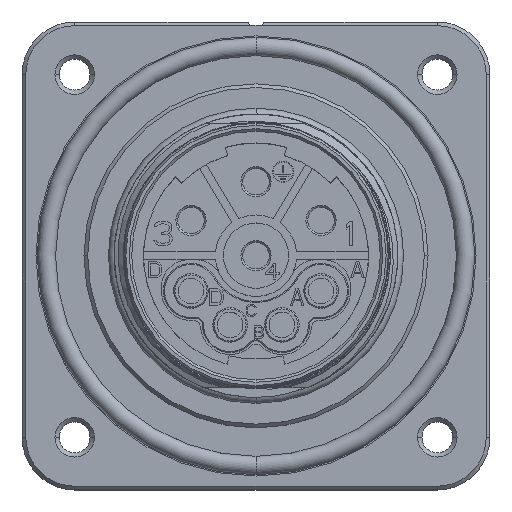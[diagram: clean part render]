
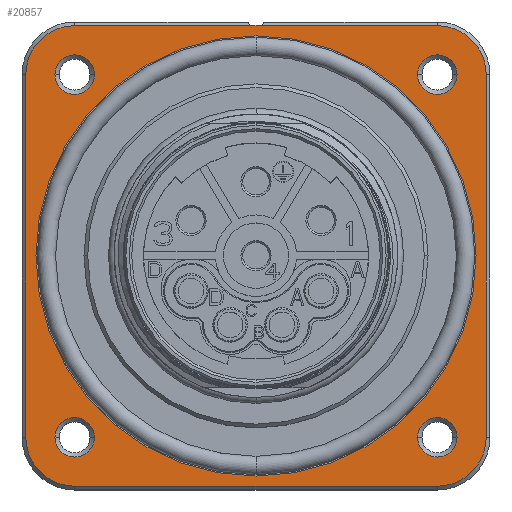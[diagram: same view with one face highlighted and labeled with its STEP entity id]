
A CAD part, top view. The second image highlights one B-rep face of the part: STEP entity #20857.
In plain terms, the highlighted planar face has unit normal (0, 0, 1).
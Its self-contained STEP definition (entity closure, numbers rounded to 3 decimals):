
#7459=CARTESIAN_POINT('',(0.,0.,-5.8));
#7460=DIRECTION('',(0.,0.,1.));
#7461=DIRECTION('',(0.,1.,0.));
#7462=AXIS2_PLACEMENT_3D('',#7459,#7460,#7461);
#7464=CARTESIAN_POINT('',(0.,0.,-5.8));
#7465=DIRECTION('',(0.,0.,1.));
#7466=DIRECTION('',(0.,-1.,0.));
#7467=AXIS2_PLACEMENT_3D('',#7464,#7465,#7466);
#7469=CARTESIAN_POINT('',(-14.708,14.708,-5.8));
#7470=DIRECTION('',(0.,0.,1.));
#7471=DIRECTION('',(0.,1.,0.));
#7472=AXIS2_PLACEMENT_3D('',#7469,#7470,#7471);
#7491=DIRECTION('',(0.,-1.,0.));
#7492=VECTOR('',#7491,29.416);
#7493=CARTESIAN_POINT('',(-18.675,14.708,-5.8));
#7494=LINE('',#7493,#7492);
#7597=DIRECTION('',(-1.,0.,0.));
#7598=VECTOR('',#7597,29.416);
#7599=CARTESIAN_POINT('',(14.708,18.675,-5.8));
#7600=LINE('',#7599,#7598);
#7693=CARTESIAN_POINT('',(-14.708,-14.708,-5.8));
#7694=DIRECTION('',(0.,0.,1.));
#7695=DIRECTION('',(-1.,0.,0.));
#7696=AXIS2_PLACEMENT_3D('',#7693,#7694,#7695);
#7715=DIRECTION('',(1.,0.,0.));
#7716=VECTOR('',#7715,29.416);
#7717=CARTESIAN_POINT('',(-14.708,-18.675,-5.8));
#7718=LINE('',#7717,#7716);
#7719=CARTESIAN_POINT('',(14.708,-14.708,-5.8));
#7720=DIRECTION('',(0.,0.,1.));
#7721=DIRECTION('',(0.,-1.,0.));
#7722=AXIS2_PLACEMENT_3D('',#7719,#7720,#7721);
#7741=DIRECTION('',(0.,1.,0.));
#7742=VECTOR('',#7741,29.416);
#7743=CARTESIAN_POINT('',(18.675,-14.708,-5.8));
#7744=LINE('',#7743,#7742);
#7745=CARTESIAN_POINT('',(14.708,14.708,-5.8));
#7746=DIRECTION('',(0.,0.,1.));
#7747=DIRECTION('',(1.,0.,0.));
#7748=AXIS2_PLACEMENT_3D('',#7745,#7746,#7747);
#7803=CARTESIAN_POINT('',(-14.708,14.708,-5.8));
#7804=DIRECTION('',(0.,0.,1.));
#7805=DIRECTION('',(-1.,0.,0.));
#7806=AXIS2_PLACEMENT_3D('',#7803,#7804,#7805);
#7813=CARTESIAN_POINT('',(-14.708,14.708,-5.8));
#7814=DIRECTION('',(0.,0.,1.));
#7815=DIRECTION('',(1.,0.,0.));
#7816=AXIS2_PLACEMENT_3D('',#7813,#7814,#7815);
#7867=CARTESIAN_POINT('',(-14.708,-14.708,-5.8));
#7868=DIRECTION('',(0.,0.,1.));
#7869=DIRECTION('',(-1.,0.,0.));
#7870=AXIS2_PLACEMENT_3D('',#7867,#7868,#7869);
#7877=CARTESIAN_POINT('',(-14.708,-14.708,-5.8));
#7878=DIRECTION('',(0.,0.,1.));
#7879=DIRECTION('',(1.,0.,0.));
#7880=AXIS2_PLACEMENT_3D('',#7877,#7878,#7879);
#7931=CARTESIAN_POINT('',(14.708,14.708,-5.8));
#7932=DIRECTION('',(0.,0.,1.));
#7933=DIRECTION('',(-1.,0.,0.));
#7934=AXIS2_PLACEMENT_3D('',#7931,#7932,#7933);
#7941=CARTESIAN_POINT('',(14.708,14.708,-5.8));
#7942=DIRECTION('',(0.,0.,1.));
#7943=DIRECTION('',(1.,0.,0.));
#7944=AXIS2_PLACEMENT_3D('',#7941,#7942,#7943);
#7995=CARTESIAN_POINT('',(14.708,-14.708,-5.8));
#7996=DIRECTION('',(0.,0.,1.));
#7997=DIRECTION('',(-1.,0.,0.));
#7998=AXIS2_PLACEMENT_3D('',#7995,#7996,#7997);
#8005=CARTESIAN_POINT('',(14.708,-14.708,-5.8));
#8006=DIRECTION('',(0.,0.,1.));
#8007=DIRECTION('',(1.,0.,0.));
#8008=AXIS2_PLACEMENT_3D('',#8005,#8006,#8007);
#8773=CARTESIAN_POINT('',(14.708,18.675,-5.8));
#8774=CARTESIAN_POINT('',(-14.708,18.675,-5.8));
#8775=VERTEX_POINT('',#8773);
#8776=VERTEX_POINT('',#8774);
#8777=CARTESIAN_POINT('',(-18.675,14.708,-5.8));
#8778=VERTEX_POINT('',#8777);
#8785=CARTESIAN_POINT('',(-18.675,-14.708,-5.8));
#8786=VERTEX_POINT('',#8785);
#8787=CARTESIAN_POINT('',(-14.708,-18.675,-5.8));
#8788=VERTEX_POINT('',#8787);
#8793=CARTESIAN_POINT('',(14.708,-18.675,-5.8));
#8794=VERTEX_POINT('',#8793);
#8795=CARTESIAN_POINT('',(18.675,-14.708,-5.8));
#8796=VERTEX_POINT('',#8795);
#8801=CARTESIAN_POINT('',(18.675,14.708,-5.8));
#8802=VERTEX_POINT('',#8801);
#8865=CARTESIAN_POINT('',(-16.308,14.708,-5.8));
#8866=CARTESIAN_POINT('',(-13.108,14.708,-5.8));
#8867=VERTEX_POINT('',#8865);
#8868=VERTEX_POINT('',#8866);
#8873=CARTESIAN_POINT('',(13.108,14.708,-5.8));
#8874=CARTESIAN_POINT('',(16.308,14.708,-5.8));
#8875=VERTEX_POINT('',#8873);
#8876=VERTEX_POINT('',#8874);
#8881=CARTESIAN_POINT('',(13.108,-14.708,-5.8));
#8882=CARTESIAN_POINT('',(16.308,-14.708,-5.8));
#8883=VERTEX_POINT('',#8881);
#8884=VERTEX_POINT('',#8882);
#8889=CARTESIAN_POINT('',(-16.308,-14.708,-5.8));
#8890=CARTESIAN_POINT('',(-13.108,-14.708,-5.8));
#8891=VERTEX_POINT('',#8889);
#8892=VERTEX_POINT('',#8890);
#8937=CARTESIAN_POINT('',(0.,17.85,-5.8));
#8938=CARTESIAN_POINT('',(0.,-17.85,-5.8));
#8939=VERTEX_POINT('',#8937);
#8940=VERTEX_POINT('',#8938);
#20805=CARTESIAN_POINT('',(0.,0.,-5.8));
#20806=DIRECTION('',(0.,0.,1.));
#20807=DIRECTION('',(1.,0.,0.));
#20808=AXIS2_PLACEMENT_3D('',#20805,#20806,#20807);
#20809=PLANE('',#20808);
#20811=ORIENTED_EDGE('',*,*,#20810,.F.);
#20813=ORIENTED_EDGE('',*,*,#20812,.F.);
#20815=ORIENTED_EDGE('',*,*,#20814,.F.);
#20817=ORIENTED_EDGE('',*,*,#20816,.F.);
#20819=ORIENTED_EDGE('',*,*,#20818,.F.);
#20821=ORIENTED_EDGE('',*,*,#20820,.F.);
#20823=ORIENTED_EDGE('',*,*,#20822,.F.);
#20825=ORIENTED_EDGE('',*,*,#20824,.F.);
#20826=EDGE_LOOP('',(#20811,#20813,#20815,#20817,#20819,#20821,#20823,#20825));
#20827=FACE_OUTER_BOUND('',#20826,.F.);
#20829=ORIENTED_EDGE('',*,*,#20828,.T.);
#20831=ORIENTED_EDGE('',*,*,#20830,.T.);
#20832=EDGE_LOOP('',(#20829,#20831));
#20833=FACE_BOUND('',#20832,.F.);
#20835=ORIENTED_EDGE('',*,*,#20834,.T.);
#20837=ORIENTED_EDGE('',*,*,#20836,.T.);
#20838=EDGE_LOOP('',(#20835,#20837));
#20839=FACE_BOUND('',#20838,.F.);
#20841=ORIENTED_EDGE('',*,*,#20840,.T.);
#20843=ORIENTED_EDGE('',*,*,#20842,.T.);
#20844=EDGE_LOOP('',(#20841,#20843));
#20845=FACE_BOUND('',#20844,.F.);
#20847=ORIENTED_EDGE('',*,*,#20846,.T.);
#20849=ORIENTED_EDGE('',*,*,#20848,.T.);
#20850=EDGE_LOOP('',(#20847,#20849));
#20851=FACE_BOUND('',#20850,.F.);
#20853=ORIENTED_EDGE('',*,*,#20852,.T.);
#20854=ORIENTED_EDGE('',*,*,#20795,.T.);
#20855=EDGE_LOOP('',(#20853,#20854));
#20856=FACE_BOUND('',#20855,.F.);
#7463=CIRCLE('',#7462,17.85);
#7468=CIRCLE('',#7467,17.85);
#7473=CIRCLE('',#7472,3.967);
#7697=CIRCLE('',#7696,3.967);
#7723=CIRCLE('',#7722,3.967);
#7749=CIRCLE('',#7748,3.967);
#7807=CIRCLE('',#7806,1.6);
#7817=CIRCLE('',#7816,1.6);
#7871=CIRCLE('',#7870,1.6);
#7881=CIRCLE('',#7880,1.6);
#7935=CIRCLE('',#7934,1.6);
#7945=CIRCLE('',#7944,1.6);
#7999=CIRCLE('',#7998,1.6);
#8009=CIRCLE('',#8008,1.6);
#20795=EDGE_CURVE('',#8940,#8939,#7468,.T.);
#20810=EDGE_CURVE('',#8776,#8778,#7473,.T.);
#20812=EDGE_CURVE('',#8775,#8776,#7600,.T.);
#20814=EDGE_CURVE('',#8802,#8775,#7749,.T.);
#20816=EDGE_CURVE('',#8796,#8802,#7744,.T.);
#20818=EDGE_CURVE('',#8794,#8796,#7723,.T.);
#20820=EDGE_CURVE('',#8788,#8794,#7718,.T.);
#20822=EDGE_CURVE('',#8786,#8788,#7697,.T.);
#20824=EDGE_CURVE('',#8778,#8786,#7494,.T.);
#20828=EDGE_CURVE('',#8867,#8868,#7807,.T.);
#20830=EDGE_CURVE('',#8868,#8867,#7817,.T.);
#20834=EDGE_CURVE('',#8891,#8892,#7871,.T.);
#20836=EDGE_CURVE('',#8892,#8891,#7881,.T.);
#20840=EDGE_CURVE('',#8875,#8876,#7935,.T.);
#20842=EDGE_CURVE('',#8876,#8875,#7945,.T.);
#20846=EDGE_CURVE('',#8883,#8884,#7999,.T.);
#20848=EDGE_CURVE('',#8884,#8883,#8009,.T.);
#20852=EDGE_CURVE('',#8939,#8940,#7463,.T.);
#20857=ADVANCED_FACE('',(#20827,#20833,#20839,#20845,#20851,#20856),#20809,.T.);
